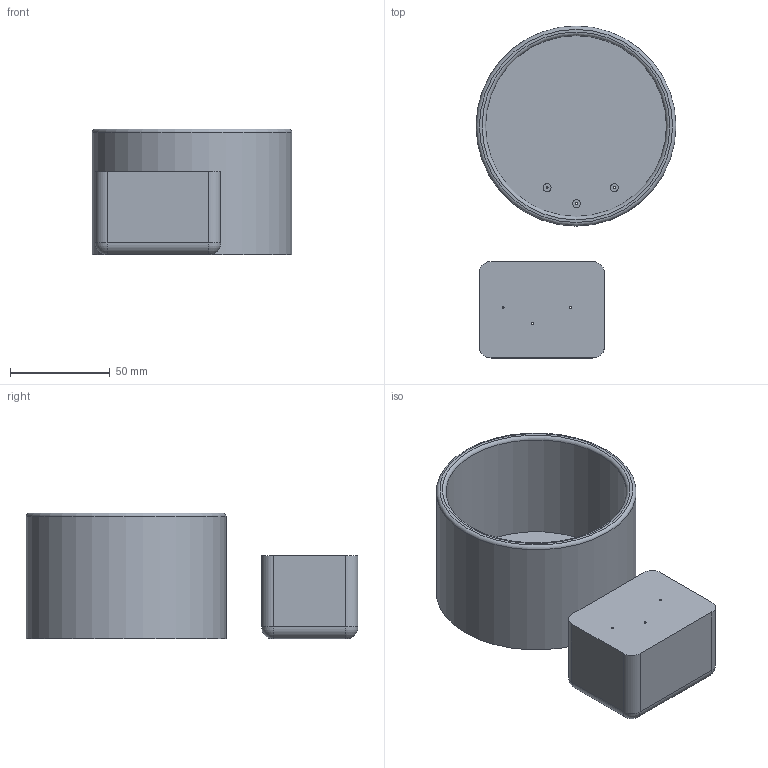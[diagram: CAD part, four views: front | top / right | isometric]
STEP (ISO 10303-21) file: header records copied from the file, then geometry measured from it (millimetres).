
FILE_DESCRIPTION(('HOOPS Exchange Step'),'2;1');
FILE_NAME('temp_export.step','2020-06-20T08:20:16-05:00',('mobile'),('Shapr3D Limited'),'HOOPS Exchange 2020.1','Shapr3D','Authorized');
FILE_SCHEMA( ('AP203_CONFIGURATION_CONTROLLED_3D_DESIGN_OF_MECHANICAL_PARTS_AND_ASSEMBLIES_MIM_LF') );
Length unit declared in the file: millimetre
Products named in the file (1): temp_export.x_b
Bounding box: 100 x 165.98 x 63 mm (x, y, z)
Volume: 170609.8 mm3; surface area: 72624.2 mm2
Topology: 2 solids, 2 shells, 41 faces, 101 edges, 68 vertices
Faces by surface type: cylinder 19, plane 16, sphere 4, torus 2
Full cylindrical faces by diameter (mm): 1 x6, 4 x3, 90.5 x1, 100 x1
Entity records: 1300 total; most frequent: DIRECTION 247, CARTESIAN_POINT 211, ORIENTED_EDGE 202, AXIS2_PLACEMENT_3D 104, EDGE_CURVE 101, VERTEX_POINT 68, CIRCLE 62, EDGE_LOOP 57
